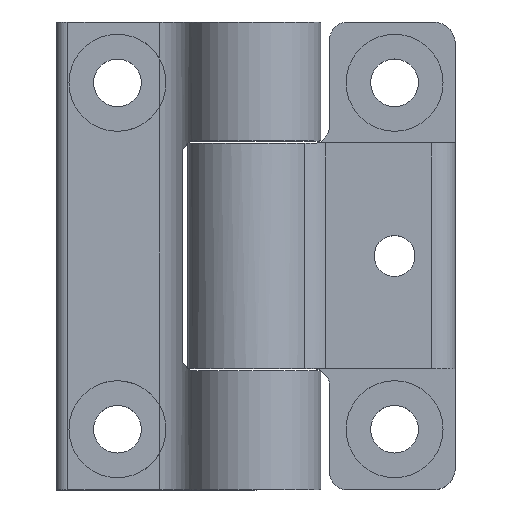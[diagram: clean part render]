
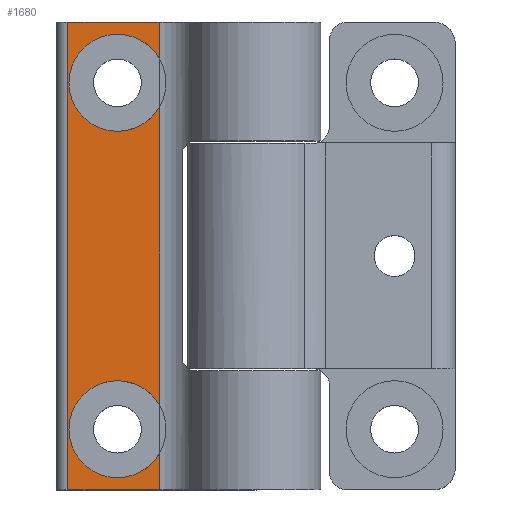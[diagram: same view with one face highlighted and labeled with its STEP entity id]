
A CAD part, top view. The second image highlights one B-rep face of the part: STEP entity #1680.
In plain terms, the highlighted planar face has unit normal (0, 0, 1).
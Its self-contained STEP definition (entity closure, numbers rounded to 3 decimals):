
#214=CARTESIAN_POINT('',(0.,0.175,0.23));
#215=VERTEX_POINT('',#214);
#224=CARTESIAN_POINT('',(0.,-0.175,0.23));
#225=VERTEX_POINT('',#224);
#226=CARTESIAN_POINT('',(0.0,0.0,0.23));
#227=DIRECTION('',(0.0,0.0,-1.0));
#228=DIRECTION('',(0.0,1.0,0.0));
#229=AXIS2_PLACEMENT_3D('',#226,#227,#228);
#230=CIRCLE('',#229,0.175);
#231=EDGE_CURVE('',#225,#215,#230,.T.);
#256=CARTESIAN_POINT('',(0.,1.425,0.23));
#257=VERTEX_POINT('',#256);
#266=CARTESIAN_POINT('',(0.,1.075,0.23));
#267=VERTEX_POINT('',#266);
#268=CARTESIAN_POINT('',(0.,1.25,0.23));
#269=DIRECTION('',(0.0,0.0,-1.0));
#270=DIRECTION('',(0.0,1.0,0.0));
#271=AXIS2_PLACEMENT_3D('',#268,#269,#270);
#272=CIRCLE('',#271,0.175);
#273=EDGE_CURVE('',#267,#257,#272,.T.);
#298=CARTESIAN_POINT('',(0.152,1.164,0.23));
#299=VERTEX_POINT('',#298);
#300=CARTESIAN_POINT('',(0.152,1.336,0.23));
#301=VERTEX_POINT('',#300);
#332=CARTESIAN_POINT('',(0.,1.25,0.23));
#333=DIRECTION('',(0.0,0.0,-1.0));
#334=DIRECTION('',(0.0,1.0,0.0));
#335=AXIS2_PLACEMENT_3D('',#332,#333,#334);
#336=CIRCLE('',#335,0.175);
#337=EDGE_CURVE('',#299,#267,#336,.T.);
#340=CARTESIAN_POINT('',(0.,1.25,0.23));
#341=DIRECTION('',(0.0,0.0,-1.0));
#342=DIRECTION('',(0.0,1.0,0.0));
#343=AXIS2_PLACEMENT_3D('',#340,#341,#342);
#344=CIRCLE('',#343,0.175);
#345=EDGE_CURVE('',#257,#301,#344,.T.);
#375=CARTESIAN_POINT('',(0.152,-0.086,0.23));
#376=VERTEX_POINT('',#375);
#377=CARTESIAN_POINT('',(0.152,0.086,0.23));
#378=VERTEX_POINT('',#377);
#409=CARTESIAN_POINT('',(0.0,0.0,0.23));
#410=DIRECTION('',(0.0,0.0,-1.0));
#411=DIRECTION('',(0.0,1.0,0.0));
#412=AXIS2_PLACEMENT_3D('',#409,#410,#411);
#413=CIRCLE('',#412,0.175);
#414=EDGE_CURVE('',#376,#225,#413,.T.);
#417=CARTESIAN_POINT('',(0.0,0.0,0.23));
#418=DIRECTION('',(0.0,0.0,-1.0));
#419=DIRECTION('',(0.0,1.0,0.0));
#420=AXIS2_PLACEMENT_3D('',#417,#418,#419);
#421=CIRCLE('',#420,0.175);
#422=EDGE_CURVE('',#215,#378,#421,.T.);
#749=CARTESIAN_POINT('',(0.152,1.469,0.23));
#750=VERTEX_POINT('',#749);
#758=CARTESIAN_POINT('',(0.152,1.336,0.23));
#759=DIRECTION('',(0.0,1.0,0.0));
#760=VECTOR('',#759,0.133);
#761=LINE('',#758,#760);
#762=EDGE_CURVE('',#301,#750,#761,.T.);
#765=CARTESIAN_POINT('',(0.152,0.086,0.23));
#766=DIRECTION('',(0.0,1.0,0.0));
#767=VECTOR('',#766,1.078);
#768=LINE('',#765,#767);
#769=EDGE_CURVE('',#378,#299,#768,.T.);
#772=CARTESIAN_POINT('',(0.152,-0.219,0.23));
#773=VERTEX_POINT('',#772);
#774=CARTESIAN_POINT('',(0.152,-0.219,0.23));
#775=DIRECTION('',(0.0,1.0,0.0));
#776=VECTOR('',#775,0.133);
#777=LINE('',#774,#776);
#778=EDGE_CURVE('',#773,#376,#777,.T.);
#1642=CARTESIAN_POINT('',(0.152,-0.219,0.23));
#1643=DIRECTION('',(0.0,0.0,1.0));
#1644=DIRECTION('',(0.0,1.0,0.0));
#1645=AXIS2_PLACEMENT_3D('',#1642,#1643,#1644);
#1646=PLANE('',#1645);
#1647=ORIENTED_EDGE('',*,*,#337,.T.);
#1648=ORIENTED_EDGE('',*,*,#273,.T.);
#1649=ORIENTED_EDGE('',*,*,#345,.T.);
#1650=ORIENTED_EDGE('',*,*,#762,.T.);
#1651=CARTESIAN_POINT('',(-0.179,1.469,0.23));
#1652=VERTEX_POINT('',#1651);
#1653=CARTESIAN_POINT('',(0.152,1.469,0.23));
#1654=DIRECTION('',(-1.0,0.0,0.0));
#1655=VECTOR('',#1654,0.331);
#1656=LINE('',#1653,#1655);
#1657=EDGE_CURVE('',#750,#1652,#1656,.T.);
#1658=ORIENTED_EDGE('',*,*,#1657,.T.);
#1659=CARTESIAN_POINT('',(-0.179,-0.219,0.23));
#1660=VERTEX_POINT('',#1659);
#1661=CARTESIAN_POINT('',(-0.179,-0.219,0.23));
#1662=DIRECTION('',(0.0,1.0,0.0));
#1663=VECTOR('',#1662,1.688);
#1664=LINE('',#1661,#1663);
#1665=EDGE_CURVE('',#1660,#1652,#1664,.T.);
#1666=ORIENTED_EDGE('',*,*,#1665,.F.);
#1667=CARTESIAN_POINT('',(-0.179,-0.219,0.23));
#1668=DIRECTION('',(1.0,0.0,0.0));
#1669=VECTOR('',#1668,0.331);
#1670=LINE('',#1667,#1669);
#1671=EDGE_CURVE('',#1660,#773,#1670,.T.);
#1672=ORIENTED_EDGE('',*,*,#1671,.T.);
#1673=ORIENTED_EDGE('',*,*,#778,.T.);
#1674=ORIENTED_EDGE('',*,*,#414,.T.);
#1675=ORIENTED_EDGE('',*,*,#231,.T.);
#1676=ORIENTED_EDGE('',*,*,#422,.T.);
#1677=ORIENTED_EDGE('',*,*,#769,.T.);
#1678=EDGE_LOOP('',(#1647,#1648,#1649,#1650,#1658,#1666,#1672,#1673,#1674,#1675,#1676,#1677));
#1679=FACE_OUTER_BOUND('',#1678,.T.);
#1680=ADVANCED_FACE('',(#1679),#1646,.T.);
